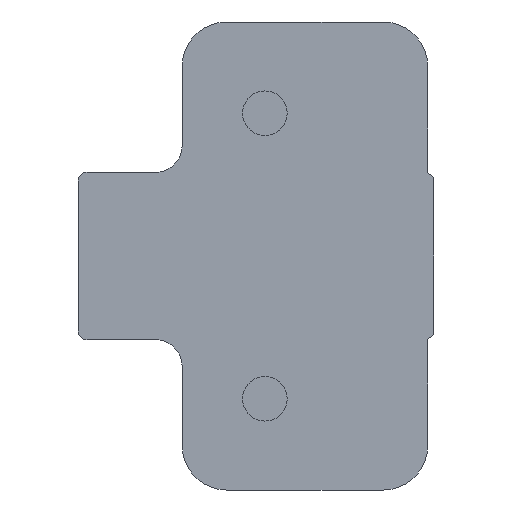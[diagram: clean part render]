
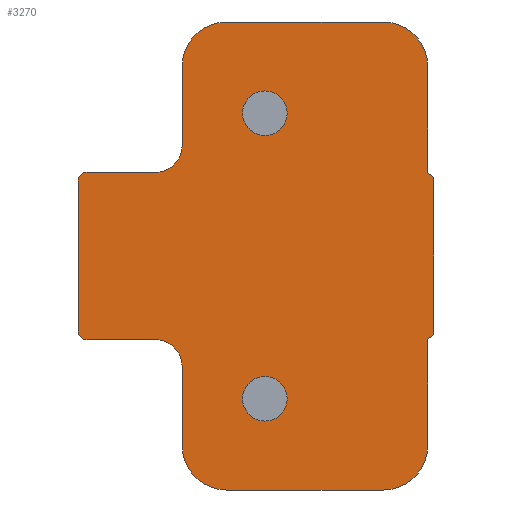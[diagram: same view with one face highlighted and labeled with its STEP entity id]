
A CAD part, left-side view. The second image highlights one B-rep face of the part: STEP entity #3270.
In plain terms, the highlighted planar face has unit normal (-1, 0, 0).
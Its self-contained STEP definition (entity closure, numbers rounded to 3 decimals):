
#969=DIRECTION('',(0.,0.,-1.));
#970=VECTOR('',#969,17.625);
#971=CARTESIAN_POINT('',(0.,-19.,8.813));
#972=LINE('',#971,#970);
#973=CARTESIAN_POINT('',(0.,-13.3,-21.3));
#974=DIRECTION('',(1.,0.,0.));
#975=DIRECTION('',(0.,-1.,0.));
#976=AXIS2_PLACEMENT_3D('',#973,#974,#975);
#978=DIRECTION('',(0.,1.,0.));
#979=VECTOR('',#978,17.6);
#980=CARTESIAN_POINT('',(0.,-13.3,-26.3));
#981=LINE('',#980,#979);
#982=CARTESIAN_POINT('',(0.,4.3,-21.3));
#983=DIRECTION('',(1.,0.,0.));
#984=DIRECTION('',(0.,0.,-1.));
#985=AXIS2_PLACEMENT_3D('',#982,#983,#984);
#987=DIRECTION('',(0.,0.,1.));
#988=VECTOR('',#987,8.9);
#989=CARTESIAN_POINT('',(0.,9.3,-21.3));
#990=LINE('',#989,#988);
#991=CARTESIAN_POINT('',(0.,12.3,-12.4));
#992=DIRECTION('',(-1.,0.,0.));
#993=DIRECTION('',(0.,-1.,0.));
#994=AXIS2_PLACEMENT_3D('',#991,#992,#993);
#996=DIRECTION('',(0.,1.,0.));
#997=VECTOR('',#996,7.69);
#998=CARTESIAN_POINT('',(0.,12.3,-9.4));
#999=LINE('',#998,#997);
#1000=CARTESIAN_POINT('',(0.,19.99,-8.39));
#1001=DIRECTION('',(1.,0.,0.));
#1002=DIRECTION('',(0.,0.,-1.));
#1003=AXIS2_PLACEMENT_3D('',#1000,#1001,#1002);
#1005=CARTESIAN_POINT('',(0.,19.99,8.39));
#1006=DIRECTION('',(-1.,0.,0.));
#1007=DIRECTION('',(0.,0.,1.));
#1008=AXIS2_PLACEMENT_3D('',#1005,#1006,#1007);
#1010=DIRECTION('',(0.,1.,0.));
#1011=VECTOR('',#1010,7.69);
#1012=CARTESIAN_POINT('',(0.,12.3,9.4));
#1013=LINE('',#1012,#1011);
#1014=CARTESIAN_POINT('',(0.,12.3,12.4));
#1015=DIRECTION('',(1.,0.,0.));
#1016=DIRECTION('',(0.,-1.,0.));
#1017=AXIS2_PLACEMENT_3D('',#1014,#1015,#1016);
#1019=DIRECTION('',(0.,0.,-1.));
#1020=VECTOR('',#1019,8.9);
#1021=CARTESIAN_POINT('',(0.,9.3,21.3));
#1022=LINE('',#1021,#1020);
#1023=CARTESIAN_POINT('',(0.,4.3,21.3));
#1024=DIRECTION('',(-1.,0.,0.));
#1025=DIRECTION('',(0.,0.,1.));
#1026=AXIS2_PLACEMENT_3D('',#1023,#1024,#1025);
#1028=DIRECTION('',(0.,1.,0.));
#1029=VECTOR('',#1028,17.6);
#1030=CARTESIAN_POINT('',(0.,-13.3,26.3));
#1031=LINE('',#1030,#1029);
#1032=CARTESIAN_POINT('',(0.,-13.3,21.3));
#1033=DIRECTION('',(-1.,0.,0.));
#1034=DIRECTION('',(0.,-1.,0.));
#1035=AXIS2_PLACEMENT_3D('',#1032,#1033,#1034);
#1037=CARTESIAN_POINT('',(0.,0.,-16.05));
#1038=DIRECTION('',(1.,0.,0.));
#1039=DIRECTION('',(0.,1.,0.));
#1040=AXIS2_PLACEMENT_3D('',#1037,#1038,#1039);
#1042=CARTESIAN_POINT('',(0.,0.,-16.05));
#1043=DIRECTION('',(1.,0.,0.));
#1044=DIRECTION('',(0.,-1.,0.));
#1045=AXIS2_PLACEMENT_3D('',#1042,#1043,#1044);
#1047=CARTESIAN_POINT('',(0.,0.,16.05));
#1048=DIRECTION('',(1.,0.,0.));
#1049=DIRECTION('',(0.,1.,0.));
#1050=AXIS2_PLACEMENT_3D('',#1047,#1048,#1049);
#1052=CARTESIAN_POINT('',(0.,0.,16.05));
#1053=DIRECTION('',(1.,0.,0.));
#1054=DIRECTION('',(0.,-1.,0.));
#1055=AXIS2_PLACEMENT_3D('',#1052,#1053,#1054);
#1065=DIRECTION('',(0.,0.,1.));
#1066=VECTOR('',#1065,11.9);
#1067=CARTESIAN_POINT('',(0.,-18.3,9.4));
#1068=LINE('',#1067,#1066);
#1320=DIRECTION('',(0.,0.,-1.));
#1321=VECTOR('',#1320,16.78);
#1322=CARTESIAN_POINT('',(0.,21.,8.39));
#1323=LINE('',#1322,#1321);
#1356=DIRECTION('',(0.,0.766,0.643));
#1357=VECTOR('',#1356,0.914);
#1358=CARTESIAN_POINT('',(0.,-19.,8.813));
#1359=LINE('',#1358,#1357);
#1552=DIRECTION('',(0.,-0.766,0.643));
#1553=VECTOR('',#1552,0.914);
#1554=CARTESIAN_POINT('',(0.,-18.3,-9.4));
#1555=LINE('',#1554,#1553);
#1556=DIRECTION('',(0.,0.,1.));
#1557=VECTOR('',#1556,11.9);
#1558=CARTESIAN_POINT('',(0.,-18.3,-21.3));
#1559=LINE('',#1558,#1557);
#2137=CARTESIAN_POINT('',(0.,-18.3,-21.3));
#2138=CARTESIAN_POINT('',(0.,-13.3,-26.3));
#2139=VERTEX_POINT('',#2137);
#2140=VERTEX_POINT('',#2138);
#2141=CARTESIAN_POINT('',(0.,4.3,-26.3));
#2142=VERTEX_POINT('',#2141);
#2143=CARTESIAN_POINT('',(0.,9.3,-21.3));
#2144=VERTEX_POINT('',#2143);
#2145=CARTESIAN_POINT('',(0.,9.3,-12.4));
#2146=VERTEX_POINT('',#2145);
#2147=CARTESIAN_POINT('',(0.,12.3,-9.4));
#2148=VERTEX_POINT('',#2147);
#2150=CARTESIAN_POINT('',(0.,-19.,-8.813));
#2152=VERTEX_POINT('',#2150);
#2165=CARTESIAN_POINT('',(0.,19.99,-9.4));
#2166=CARTESIAN_POINT('',(0.,21.,-8.39));
#2167=VERTEX_POINT('',#2165);
#2168=VERTEX_POINT('',#2166);
#2235=CARTESIAN_POINT('',(0.,-18.3,21.3));
#2236=CARTESIAN_POINT('',(0.,-13.3,26.3));
#2237=VERTEX_POINT('',#2235);
#2238=VERTEX_POINT('',#2236);
#2239=CARTESIAN_POINT('',(0.,4.3,26.3));
#2240=VERTEX_POINT('',#2239);
#2241=CARTESIAN_POINT('',(0.,9.3,21.3));
#2242=VERTEX_POINT('',#2241);
#2243=CARTESIAN_POINT('',(0.,9.3,12.4));
#2244=VERTEX_POINT('',#2243);
#2245=CARTESIAN_POINT('',(0.,12.3,9.4));
#2246=VERTEX_POINT('',#2245);
#2248=CARTESIAN_POINT('',(0.,-19.,8.813));
#2250=VERTEX_POINT('',#2248);
#2263=CARTESIAN_POINT('',(0.,19.99,9.4));
#2264=CARTESIAN_POINT('',(0.,21.,8.39));
#2265=VERTEX_POINT('',#2263);
#2266=VERTEX_POINT('',#2264);
#2383=CARTESIAN_POINT('',(0.,2.5,-16.05));
#2384=CARTESIAN_POINT('',(0.,-2.5,-16.05));
#2385=VERTEX_POINT('',#2383);
#2386=VERTEX_POINT('',#2384);
#2387=CARTESIAN_POINT('',(0.,2.5,16.05));
#2388=CARTESIAN_POINT('',(0.,-2.5,16.05));
#2389=VERTEX_POINT('',#2387);
#2390=VERTEX_POINT('',#2388);
#2511=CARTESIAN_POINT('',(0.,-18.3,-9.4));
#2513=VERTEX_POINT('',#2511);
#2516=CARTESIAN_POINT('',(0.,-18.3,9.4));
#2518=VERTEX_POINT('',#2516);
#3212=CARTESIAN_POINT('',(0.,-19.,5.2));
#3213=DIRECTION('',(-1.,0.,0.));
#3214=DIRECTION('',(0.,1.,0.));
#3215=AXIS2_PLACEMENT_3D('',#3212,#3213,#3214);
#3216=PLANE('',#3215);
#3218=ORIENTED_EDGE('',*,*,#3217,.F.);
#3220=ORIENTED_EDGE('',*,*,#3219,.F.);
#3222=ORIENTED_EDGE('',*,*,#3221,.T.);
#3224=ORIENTED_EDGE('',*,*,#3223,.F.);
#3226=ORIENTED_EDGE('',*,*,#3225,.F.);
#3228=ORIENTED_EDGE('',*,*,#3227,.T.);
#3230=ORIENTED_EDGE('',*,*,#3229,.T.);
#3232=ORIENTED_EDGE('',*,*,#3231,.T.);
#3234=ORIENTED_EDGE('',*,*,#3233,.T.);
#3236=ORIENTED_EDGE('',*,*,#3235,.T.);
#3238=ORIENTED_EDGE('',*,*,#3237,.T.);
#3239=ORIENTED_EDGE('',*,*,#3201,.T.);
#3241=ORIENTED_EDGE('',*,*,#3240,.F.);
#3243=ORIENTED_EDGE('',*,*,#3242,.F.);
#3245=ORIENTED_EDGE('',*,*,#3244,.F.);
#3247=ORIENTED_EDGE('',*,*,#3246,.F.);
#3249=ORIENTED_EDGE('',*,*,#3248,.F.);
#3251=ORIENTED_EDGE('',*,*,#3250,.F.);
#3253=ORIENTED_EDGE('',*,*,#3252,.F.);
#3255=ORIENTED_EDGE('',*,*,#3254,.F.);
#3256=EDGE_LOOP('',(#3218,#3220,#3222,#3224,#3226,#3228,#3230,#3232,#3234,#3236,
#3238,#3239,#3241,#3243,#3245,#3247,#3249,#3251,#3253,#3255));
#3257=FACE_OUTER_BOUND('',#3256,.F.);
#3259=ORIENTED_EDGE('',*,*,#3258,.F.);
#3261=ORIENTED_EDGE('',*,*,#3260,.F.);
#3262=EDGE_LOOP('',(#3259,#3261));
#3263=FACE_BOUND('',#3262,.F.);
#3265=ORIENTED_EDGE('',*,*,#3264,.F.);
#3267=ORIENTED_EDGE('',*,*,#3266,.F.);
#3268=EDGE_LOOP('',(#3265,#3267));
#3269=FACE_BOUND('',#3268,.F.);
#977=CIRCLE('',#976,5.);
#986=CIRCLE('',#985,5.);
#995=CIRCLE('',#994,3.);
#1004=CIRCLE('',#1003,1.01);
#1009=CIRCLE('',#1008,1.01);
#1018=CIRCLE('',#1017,3.);
#1027=CIRCLE('',#1026,5.);
#1036=CIRCLE('',#1035,5.);
#1041=CIRCLE('',#1040,2.5);
#1046=CIRCLE('',#1045,2.5);
#1051=CIRCLE('',#1050,2.5);
#1056=CIRCLE('',#1055,2.5);
#3201=EDGE_CURVE('',#2167,#2168,#1004,.T.);
#3217=EDGE_CURVE('',#2518,#2237,#1068,.T.);
#3219=EDGE_CURVE('',#2250,#2518,#1359,.T.);
#3221=EDGE_CURVE('',#2250,#2152,#972,.T.);
#3223=EDGE_CURVE('',#2513,#2152,#1555,.T.);
#3225=EDGE_CURVE('',#2139,#2513,#1559,.T.);
#3227=EDGE_CURVE('',#2139,#2140,#977,.T.);
#3229=EDGE_CURVE('',#2140,#2142,#981,.T.);
#3231=EDGE_CURVE('',#2142,#2144,#986,.T.);
#3233=EDGE_CURVE('',#2144,#2146,#990,.T.);
#3235=EDGE_CURVE('',#2146,#2148,#995,.T.);
#3237=EDGE_CURVE('',#2148,#2167,#999,.T.);
#3240=EDGE_CURVE('',#2266,#2168,#1323,.T.);
#3242=EDGE_CURVE('',#2265,#2266,#1009,.T.);
#3244=EDGE_CURVE('',#2246,#2265,#1013,.T.);
#3246=EDGE_CURVE('',#2244,#2246,#1018,.T.);
#3248=EDGE_CURVE('',#2242,#2244,#1022,.T.);
#3250=EDGE_CURVE('',#2240,#2242,#1027,.T.);
#3252=EDGE_CURVE('',#2238,#2240,#1031,.T.);
#3254=EDGE_CURVE('',#2237,#2238,#1036,.T.);
#3258=EDGE_CURVE('',#2385,#2386,#1041,.T.);
#3260=EDGE_CURVE('',#2386,#2385,#1046,.T.);
#3264=EDGE_CURVE('',#2389,#2390,#1051,.T.);
#3266=EDGE_CURVE('',#2390,#2389,#1056,.T.);
#3270=ADVANCED_FACE('',(#3257,#3263,#3269),#3216,.T.);
